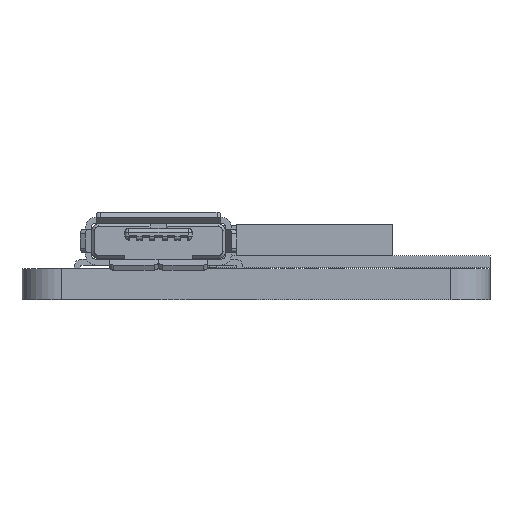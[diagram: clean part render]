
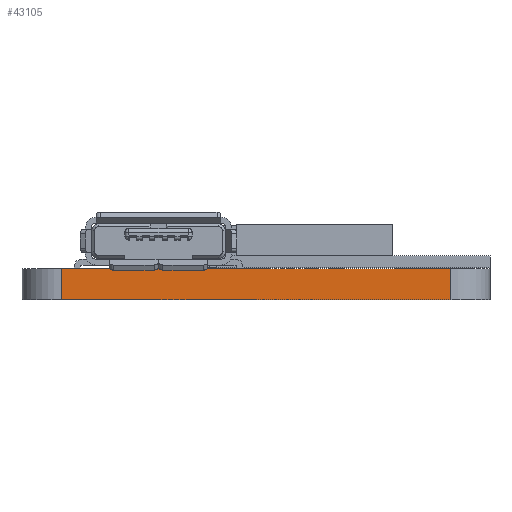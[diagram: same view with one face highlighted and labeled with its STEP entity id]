
A CAD part, front view. The second image highlights one B-rep face of the part: STEP entity #43105.
In plain terms, the highlighted planar face has unit normal (0, -1, 0).
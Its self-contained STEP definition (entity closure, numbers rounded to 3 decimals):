
#43105 = ADVANCED_FACE('',(#43106),#43120,.F.);
#43106 = FACE_BOUND('',#43107,.F.);
#43107 = EDGE_LOOP('',(#43108,#43143,#43171,#43199));
#43108 = ORIENTED_EDGE('',*,*,#43109,.T.);
#43109 = EDGE_CURVE('',#43110,#43112,#43114,.T.);
#43110 = VERTEX_POINT('',#43111);
#43111 = CARTESIAN_POINT('',(154.,-132.,0.));
#43112 = VERTEX_POINT('',#43113);
#43113 = CARTESIAN_POINT('',(154.,-132.,1.6));
#43114 = SURFACE_CURVE('',#43115,(#43119,#43131),.PCURVE_S1.);
#43115 = LINE('',#43116,#43117);
#43116 = CARTESIAN_POINT('',(154.,-132.,0.));
#43117 = VECTOR('',#43118,1.);
#43118 = DIRECTION('',(0.,0.,1.));
#43119 = PCURVE('',#43120,#43125);
#43120 = PLANE('',#43121);
#43121 = AXIS2_PLACEMENT_3D('',#43122,#43123,#43124);
#43122 = CARTESIAN_POINT('',(154.,-132.,0.));
#43123 = DIRECTION('',(0.,1.,0.));
#43124 = DIRECTION('',(1.,0.,0.));
#43125 = DEFINITIONAL_REPRESENTATION('',(#43126),#43130);
#43126 = LINE('',#43127,#43128);
#43127 = CARTESIAN_POINT('',(0.,0.));
#43128 = VECTOR('',#43129,1.);
#43129 = DIRECTION('',(0.,-1.));
#43130 = ( GEOMETRIC_REPRESENTATION_CONTEXT(2) 
PARAMETRIC_REPRESENTATION_CONTEXT() REPRESENTATION_CONTEXT('2D SPACE',''
  ) );
#43131 = PCURVE('',#43132,#43137);
#43132 = CYLINDRICAL_SURFACE('',#43133,2.);
#43133 = AXIS2_PLACEMENT_3D('',#43134,#43135,#43136);
#43134 = CARTESIAN_POINT('',(154.,-130.,0.));
#43135 = DIRECTION('',(-0.,-0.,-1.));
#43136 = DIRECTION('',(1.,0.,-0.));
#43137 = DEFINITIONAL_REPRESENTATION('',(#43138),#43142);
#43138 = LINE('',#43139,#43140);
#43139 = CARTESIAN_POINT('',(-4.712,0.));
#43140 = VECTOR('',#43141,1.);
#43141 = DIRECTION('',(-0.,-1.));
#43142 = ( GEOMETRIC_REPRESENTATION_CONTEXT(2) 
PARAMETRIC_REPRESENTATION_CONTEXT() REPRESENTATION_CONTEXT('2D SPACE',''
  ) );
#43143 = ORIENTED_EDGE('',*,*,#43144,.T.);
#43144 = EDGE_CURVE('',#43112,#43145,#43147,.T.);
#43145 = VERTEX_POINT('',#43146);
#43146 = CARTESIAN_POINT('',(174.,-132.,1.6));
#43147 = SURFACE_CURVE('',#43148,(#43152,#43159),.PCURVE_S1.);
#43148 = LINE('',#43149,#43150);
#43149 = CARTESIAN_POINT('',(154.,-132.,1.6));
#43150 = VECTOR('',#43151,1.);
#43151 = DIRECTION('',(1.,0.,0.));
#43152 = PCURVE('',#43120,#43153);
#43153 = DEFINITIONAL_REPRESENTATION('',(#43154),#43158);
#43154 = LINE('',#43155,#43156);
#43155 = CARTESIAN_POINT('',(0.,-1.6));
#43156 = VECTOR('',#43157,1.);
#43157 = DIRECTION('',(1.,0.));
#43158 = ( GEOMETRIC_REPRESENTATION_CONTEXT(2) 
PARAMETRIC_REPRESENTATION_CONTEXT() REPRESENTATION_CONTEXT('2D SPACE',''
  ) );
#43159 = PCURVE('',#43160,#43165);
#43160 = PLANE('',#43161);
#43161 = AXIS2_PLACEMENT_3D('',#43162,#43163,#43164);
#43162 = CARTESIAN_POINT('',(164.,-107.,1.6));
#43163 = DIRECTION('',(0.,0.,1.));
#43164 = DIRECTION('',(1.,0.,-0.));
#43165 = DEFINITIONAL_REPRESENTATION('',(#43166),#43170);
#43166 = LINE('',#43167,#43168);
#43167 = CARTESIAN_POINT('',(-10.,-25.));
#43168 = VECTOR('',#43169,1.);
#43169 = DIRECTION('',(1.,0.));
#43170 = ( GEOMETRIC_REPRESENTATION_CONTEXT(2) 
PARAMETRIC_REPRESENTATION_CONTEXT() REPRESENTATION_CONTEXT('2D SPACE',''
  ) );
#43171 = ORIENTED_EDGE('',*,*,#43172,.F.);
#43172 = EDGE_CURVE('',#43173,#43145,#43175,.T.);
#43173 = VERTEX_POINT('',#43174);
#43174 = CARTESIAN_POINT('',(174.,-132.,0.));
#43175 = SURFACE_CURVE('',#43176,(#43180,#43187),.PCURVE_S1.);
#43176 = LINE('',#43177,#43178);
#43177 = CARTESIAN_POINT('',(174.,-132.,0.));
#43178 = VECTOR('',#43179,1.);
#43179 = DIRECTION('',(0.,0.,1.));
#43180 = PCURVE('',#43120,#43181);
#43181 = DEFINITIONAL_REPRESENTATION('',(#43182),#43186);
#43182 = LINE('',#43183,#43184);
#43183 = CARTESIAN_POINT('',(20.,0.));
#43184 = VECTOR('',#43185,1.);
#43185 = DIRECTION('',(0.,-1.));
#43186 = ( GEOMETRIC_REPRESENTATION_CONTEXT(2) 
PARAMETRIC_REPRESENTATION_CONTEXT() REPRESENTATION_CONTEXT('2D SPACE',''
  ) );
#43187 = PCURVE('',#43188,#43193);
#43188 = CYLINDRICAL_SURFACE('',#43189,2.);
#43189 = AXIS2_PLACEMENT_3D('',#43190,#43191,#43192);
#43190 = CARTESIAN_POINT('',(174.,-130.,0.));
#43191 = DIRECTION('',(-0.,-0.,-1.));
#43192 = DIRECTION('',(1.,0.,-0.));
#43193 = DEFINITIONAL_REPRESENTATION('',(#43194),#43198);
#43194 = LINE('',#43195,#43196);
#43195 = CARTESIAN_POINT('',(-4.712,0.));
#43196 = VECTOR('',#43197,1.);
#43197 = DIRECTION('',(-0.,-1.));
#43198 = ( GEOMETRIC_REPRESENTATION_CONTEXT(2) 
PARAMETRIC_REPRESENTATION_CONTEXT() REPRESENTATION_CONTEXT('2D SPACE',''
  ) );
#43199 = ORIENTED_EDGE('',*,*,#43200,.F.);
#43200 = EDGE_CURVE('',#43110,#43173,#43201,.T.);
#43201 = SURFACE_CURVE('',#43202,(#43206,#43213),.PCURVE_S1.);
#43202 = LINE('',#43203,#43204);
#43203 = CARTESIAN_POINT('',(154.,-132.,0.));
#43204 = VECTOR('',#43205,1.);
#43205 = DIRECTION('',(1.,0.,0.));
#43206 = PCURVE('',#43120,#43207);
#43207 = DEFINITIONAL_REPRESENTATION('',(#43208),#43212);
#43208 = LINE('',#43209,#43210);
#43209 = CARTESIAN_POINT('',(0.,0.));
#43210 = VECTOR('',#43211,1.);
#43211 = DIRECTION('',(1.,0.));
#43212 = ( GEOMETRIC_REPRESENTATION_CONTEXT(2) 
PARAMETRIC_REPRESENTATION_CONTEXT() REPRESENTATION_CONTEXT('2D SPACE',''
  ) );
#43213 = PCURVE('',#43214,#43219);
#43214 = PLANE('',#43215);
#43215 = AXIS2_PLACEMENT_3D('',#43216,#43217,#43218);
#43216 = CARTESIAN_POINT('',(164.,-107.,0.));
#43217 = DIRECTION('',(0.,0.,1.));
#43218 = DIRECTION('',(1.,0.,-0.));
#43219 = DEFINITIONAL_REPRESENTATION('',(#43220),#43224);
#43220 = LINE('',#43221,#43222);
#43221 = CARTESIAN_POINT('',(-10.,-25.));
#43222 = VECTOR('',#43223,1.);
#43223 = DIRECTION('',(1.,0.));
#43224 = ( GEOMETRIC_REPRESENTATION_CONTEXT(2) 
PARAMETRIC_REPRESENTATION_CONTEXT() REPRESENTATION_CONTEXT('2D SPACE',''
  ) );
